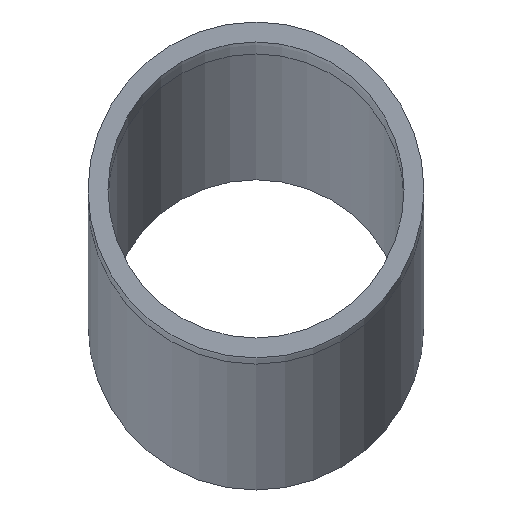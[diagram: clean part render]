
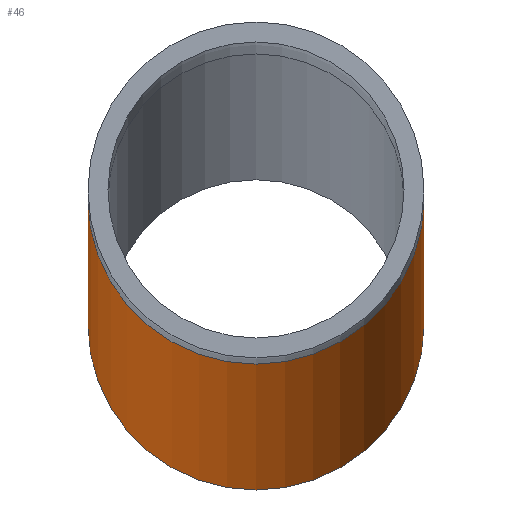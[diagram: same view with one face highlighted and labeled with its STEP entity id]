
A CAD part, left-side view. The second image highlights one B-rep face of the part: STEP entity #46.
In plain terms, the highlighted cylindrical face has radius 315 mm (diameter 630 mm), a full revolution.
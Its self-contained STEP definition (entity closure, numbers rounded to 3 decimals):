
#46 = ADVANCED_FACE( '', ( #93, #94 ), #95, .T. );
#93 = FACE_OUTER_BOUND( '', #132, .T. );
#94 = FACE_OUTER_BOUND( '', #133, .T. );
#95 = CYLINDRICAL_SURFACE( '', #134, 315. );
#132 = EDGE_LOOP( '', ( #179 ) );
#133 = EDGE_LOOP( '', ( #180 ) );
#134 = AXIS2_PLACEMENT_3D( '', #181, #182, #183 );
#179 = ORIENTED_EDGE( '', *, *, #194, .T. );
#180 = ORIENTED_EDGE( '', *, *, #196, .F. );
#181 = CARTESIAN_POINT( '', ( 2631.587, 0., -253.393 ) );
#182 = DIRECTION( '', ( -0.982, 0., 0.191 ) );
#183 = DIRECTION( '', ( -0.191, 0., -0.982 ) );
#194 = EDGE_CURVE( '', #216, #216, #217, .T. );
#196 = EDGE_CURVE( '', #219, #219, #220, .T. );
#216 = VERTEX_POINT( '', #240 );
#217 = CIRCLE( '', #241, 315. );
#219 = VERTEX_POINT( '', #243 );
#220 = CIRCLE( '', #244, 315. );
#240 = CARTESIAN_POINT( '', ( 1417.315, 315., -17.362 ) );
#241 = AXIS2_PLACEMENT_3D( '', #266, #267, #268 );
#243 = CARTESIAN_POINT( '', ( 2571.482, 0., -562.606 ) );
#244 = AXIS2_PLACEMENT_3D( '', #269, #270, #271 );
#266 = CARTESIAN_POINT( '', ( 1417.315, 0., -17.362 ) );
#267 = DIRECTION( '', ( 0.982, 0., -0.191 ) );
#268 = DIRECTION( '', ( 0., 1., 0. ) );
#269 = CARTESIAN_POINT( '', ( 2631.587, 0., -253.393 ) );
#270 = DIRECTION( '', ( 0.982, 0., -0.191 ) );
#271 = DIRECTION( '', ( -0.191, 0., -0.982 ) );
